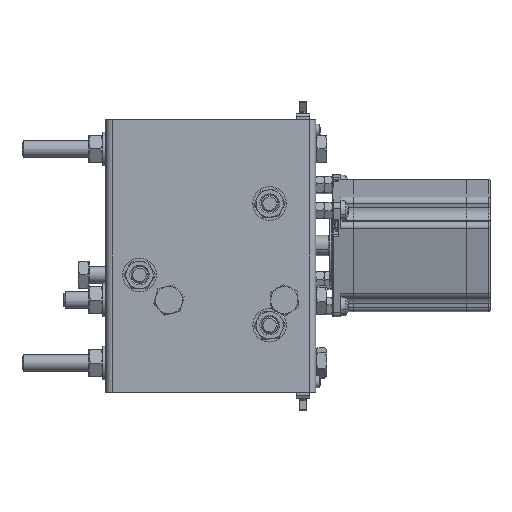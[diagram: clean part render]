
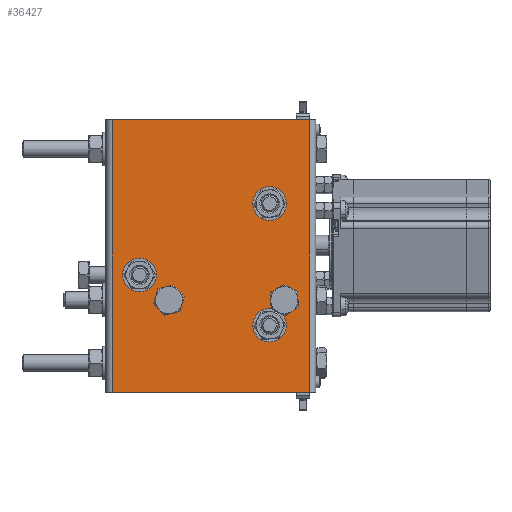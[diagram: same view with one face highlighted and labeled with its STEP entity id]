
A CAD part, front view. The second image highlights one B-rep face of the part: STEP entity #36427.
In plain terms, the highlighted planar face has unit normal (0, -1, 0).
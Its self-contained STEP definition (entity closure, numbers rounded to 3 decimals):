
#588 = CARTESIAN_POINT ( 'NONE',  ( -47., -50., 130. ) ) ;
#1745 = CARTESIAN_POINT ( 'NONE',  ( -34., -50., 51. ) ) ;
#1870 = VECTOR ( 'NONE', #19044, 1000. ) ;
#2208 = EDGE_LOOP ( 'NONE', ( #20356, #10294 ) ) ;
#2360 = CARTESIAN_POINT ( 'NONE',  ( 28., -50., 86. ) ) ;
#2415 = CARTESIAN_POINT ( 'NONE',  ( 28., -50., 32. ) ) ;
#2602 = VERTEX_POINT ( 'NONE', #13523 ) ;
#2803 = DIRECTION ( 'NONE',  ( 1., 0., 0. ) ) ;
#2937 = CARTESIAN_POINT ( 'NONE',  ( -34., -50., 56. ) ) ;
#3820 = DIRECTION ( 'NONE',  ( 0., 0., 1. ) ) ;
#3949 = AXIS2_PLACEMENT_3D ( 'NONE', #4512, #23219, #7735 ) ;
#3988 = ORIENTED_EDGE ( 'NONE', *, *, #12847, .T. ) ;
#4086 = VERTEX_POINT ( 'NONE', #7793 ) ;
#4176 = AXIS2_PLACEMENT_3D ( 'NONE', #2937, #21435, #27790 ) ;
#4187 = CARTESIAN_POINT ( 'NONE',  ( 28., -50., 94. ) ) ;
#4352 = CARTESIAN_POINT ( 'NONE',  ( 35., -50., 47.4 ) ) ;
#4512 = CARTESIAN_POINT ( 'NONE',  ( -34., -50., 56. ) ) ;
#5555 = EDGE_LOOP ( 'NONE', ( #31785, #39432 ) ) ;
#5832 = AXIS2_PLACEMENT_3D ( 'NONE', #13318, #6703, #13185 ) ;
#6230 = FACE_BOUND ( 'NONE', #19084, .T. ) ;
#6531 = EDGE_LOOP ( 'NONE', ( #12791, #10893, #27501, #3988 ) ) ;
#6703 = DIRECTION ( 'NONE',  ( 0., -1., 0. ) ) ;
#6756 = DIRECTION ( 'NONE',  ( 0., 1., 0. ) ) ;
#7342 = LINE ( 'NONE', #40095, #30765 ) ;
#7735 = DIRECTION ( 'NONE',  ( 0., 0., 1. ) ) ;
#7793 = CARTESIAN_POINT ( 'NONE',  ( -20., -50., 40.6 ) ) ;
#8848 = EDGE_CURVE ( 'NONE', #22288, #26962, #24567, .T. ) ;
#9697 = CIRCLE ( 'NONE', #27544, 4. ) ;
#10294 = ORIENTED_EDGE ( 'NONE', *, *, #16779, .F. ) ;
#10490 = AXIS2_PLACEMENT_3D ( 'NONE', #35731, #25954, #17025 ) ;
#10652 = EDGE_CURVE ( 'NONE', #2602, #22517, #22478, .T. ) ;
#10893 = ORIENTED_EDGE ( 'NONE', *, *, #10652, .T. ) ;
#11431 = EDGE_CURVE ( 'NONE', #26962, #22288, #29209, .T. ) ;
#12521 = FACE_BOUND ( 'NONE', #2208, .T. ) ;
#12791 = ORIENTED_EDGE ( 'NONE', *, *, #19522, .T. ) ;
#12847 = EDGE_CURVE ( 'NONE', #15130, #36035, #33548, .T. ) ;
#13139 = ORIENTED_EDGE ( 'NONE', *, *, #31525, .T. ) ;
#13185 = DIRECTION ( 'NONE',  ( 0., 0., -1. ) ) ;
#13318 = CARTESIAN_POINT ( 'NONE',  ( -20., -50., 44. ) ) ;
#13523 = CARTESIAN_POINT ( 'NONE',  ( 47., -50., 0. ) ) ;
#13789 = ORIENTED_EDGE ( 'NONE', *, *, #8848, .T. ) ;
#14474 = AXIS2_PLACEMENT_3D ( 'NONE', #38700, #16465, #19611 ) ;
#14475 = VERTEX_POINT ( 'NONE', #27929 ) ;
#14493 = EDGE_CURVE ( 'NONE', #34236, #14475, #23135, .T. ) ;
#14939 = CIRCLE ( 'NONE', #32006, 3.4 ) ;
#15130 = VERTEX_POINT ( 'NONE', #19713 ) ;
#15925 = FACE_BOUND ( 'NONE', #39291, .T. ) ;
#16143 = CIRCLE ( 'NONE', #24287, 3.4 ) ;
#16241 = DIRECTION ( 'NONE',  ( 0., 0., 1. ) ) ;
#16465 = DIRECTION ( 'NONE',  ( 0., 1., 0. ) ) ;
#16779 = EDGE_CURVE ( 'NONE', #33109, #4086, #23017, .T. ) ;
#17025 = DIRECTION ( 'NONE',  ( 0., 0., 1. ) ) ;
#17062 = DIRECTION ( 'NONE',  ( 0., -1., 0. ) ) ;
#17273 = ORIENTED_EDGE ( 'NONE', *, *, #11431, .T. ) ;
#17505 = CARTESIAN_POINT ( 'NONE',  ( -50., -50., 130. ) ) ;
#17753 = DIRECTION ( 'NONE',  ( 0., 0., 1. ) ) ;
#17978 = VECTOR ( 'NONE', #3820, 1000. ) ;
#18883 = CARTESIAN_POINT ( 'NONE',  ( 47., -50., 130. ) ) ;
#19044 = DIRECTION ( 'NONE',  ( 0., 0., -1. ) ) ;
#19084 = EDGE_LOOP ( 'NONE', ( #26195, #25889 ) ) ;
#19520 = EDGE_CURVE ( 'NONE', #4086, #33109, #16143, .T. ) ;
#19522 = EDGE_CURVE ( 'NONE', #36035, #2602, #7342, .T. ) ;
#19611 = DIRECTION ( 'NONE',  ( 0., 0., 1. ) ) ;
#19620 = DIRECTION ( 'NONE',  ( 0., -1., 0. ) ) ;
#19713 = CARTESIAN_POINT ( 'NONE',  ( -47., -50., 130. ) ) ;
#19722 = VERTEX_POINT ( 'NONE', #29722 ) ;
#19951 = EDGE_CURVE ( 'NONE', #15130, #22517, #21484, .T. ) ;
#20297 = FACE_OUTER_BOUND ( 'NONE', #6531, .T. ) ;
#20356 = ORIENTED_EDGE ( 'NONE', *, *, #19520, .F. ) ;
#20794 = DIRECTION ( 'NONE',  ( 1., 0., 0. ) ) ;
#21435 = DIRECTION ( 'NONE',  ( 0., 1., 0. ) ) ;
#21484 = LINE ( 'NONE', #17505, #23369 ) ;
#21999 = EDGE_CURVE ( 'NONE', #37068, #19722, #9697, .T. ) ;
#22219 = VERTEX_POINT ( 'NONE', #4352 ) ;
#22288 = VERTEX_POINT ( 'NONE', #4187 ) ;
#22478 = LINE ( 'NONE', #18883, #17978 ) ;
#22517 = VERTEX_POINT ( 'NONE', #23462 ) ;
#22853 = EDGE_CURVE ( 'NONE', #14475, #34236, #29543, .T. ) ;
#23017 = CIRCLE ( 'NONE', #5832, 3.4 ) ;
#23135 = CIRCLE ( 'NONE', #4176, 5. ) ;
#23219 = DIRECTION ( 'NONE',  ( 0., 1., 0. ) ) ;
#23369 = VECTOR ( 'NONE', #20794, 1000. ) ;
#23391 = PLANE ( 'NONE',  #30474 ) ;
#23462 = CARTESIAN_POINT ( 'NONE',  ( 47., -50., 130. ) ) ;
#24169 = FACE_BOUND ( 'NONE', #5555, .T. ) ;
#24287 = AXIS2_PLACEMENT_3D ( 'NONE', #37114, #17062, #36715 ) ;
#24567 = CIRCLE ( 'NONE', #10490, 4. ) ;
#25134 = AXIS2_PLACEMENT_3D ( 'NONE', #33025, #26565, #32884 ) ;
#25175 = CARTESIAN_POINT ( 'NONE',  ( -47., -50., 0. ) ) ;
#25889 = ORIENTED_EDGE ( 'NONE', *, *, #36165, .F. ) ;
#25954 = DIRECTION ( 'NONE',  ( 0., 1., 0. ) ) ;
#26015 = CIRCLE ( 'NONE', #25134, 3.4 ) ;
#26195 = ORIENTED_EDGE ( 'NONE', *, *, #28402, .F. ) ;
#26565 = DIRECTION ( 'NONE',  ( 0., -1., 0. ) ) ;
#26575 = DIRECTION ( 'NONE',  ( 0., 1., 0. ) ) ;
#26962 = VERTEX_POINT ( 'NONE', #2360 ) ;
#27098 = CARTESIAN_POINT ( 'NONE',  ( 35., -50., 40.6 ) ) ;
#27501 = ORIENTED_EDGE ( 'NONE', *, *, #19951, .F. ) ;
#27544 = AXIS2_PLACEMENT_3D ( 'NONE', #2415, #26575, #17753 ) ;
#27790 = DIRECTION ( 'NONE',  ( 0., 0., 1. ) ) ;
#27929 = CARTESIAN_POINT ( 'NONE',  ( -34., -50., 61. ) ) ;
#28402 = EDGE_CURVE ( 'NONE', #39418, #22219, #26015, .T. ) ;
#29084 = FACE_BOUND ( 'NONE', #35623, .T. ) ;
#29209 = CIRCLE ( 'NONE', #14474, 4. ) ;
#29227 = AXIS2_PLACEMENT_3D ( 'NONE', #35086, #6756, #16241 ) ;
#29543 = CIRCLE ( 'NONE', #3949, 5. ) ;
#29691 = CARTESIAN_POINT ( 'NONE',  ( -50., -50., 130. ) ) ;
#29722 = CARTESIAN_POINT ( 'NONE',  ( 28., -50., 36. ) ) ;
#30474 = AXIS2_PLACEMENT_3D ( 'NONE', #29691, #36404, #35984 ) ;
#30765 = VECTOR ( 'NONE', #2803, 1000. ) ;
#31525 = EDGE_CURVE ( 'NONE', #19722, #37068, #37122, .T. ) ;
#31785 = ORIENTED_EDGE ( 'NONE', *, *, #22853, .T. ) ;
#32006 = AXIS2_PLACEMENT_3D ( 'NONE', #33134, #19620, #38993 ) ;
#32625 = CARTESIAN_POINT ( 'NONE',  ( 28., -50., 28. ) ) ;
#32884 = DIRECTION ( 'NONE',  ( 0., 0., -1. ) ) ;
#33025 = CARTESIAN_POINT ( 'NONE',  ( 35., -50., 44. ) ) ;
#33109 = VERTEX_POINT ( 'NONE', #36692 ) ;
#33134 = CARTESIAN_POINT ( 'NONE',  ( 35., -50., 44. ) ) ;
#33548 = LINE ( 'NONE', #588, #1870 ) ;
#33552 = ORIENTED_EDGE ( 'NONE', *, *, #21999, .T. ) ;
#34236 = VERTEX_POINT ( 'NONE', #1745 ) ;
#35086 = CARTESIAN_POINT ( 'NONE',  ( 28., -50., 32. ) ) ;
#35623 = EDGE_LOOP ( 'NONE', ( #13789, #17273 ) ) ;
#35731 = CARTESIAN_POINT ( 'NONE',  ( 28., -50., 90. ) ) ;
#35984 = DIRECTION ( 'NONE',  ( 0., 0., 1. ) ) ;
#36035 = VERTEX_POINT ( 'NONE', #25175 ) ;
#36165 = EDGE_CURVE ( 'NONE', #22219, #39418, #14939, .T. ) ;
#36404 = DIRECTION ( 'NONE',  ( 0., 1., 0. ) ) ;
#36427 = ADVANCED_FACE ( 'NONE', ( #12521, #6230, #24169, #15925, #29084, #20297 ), #23391, .F. ) ;
#36692 = CARTESIAN_POINT ( 'NONE',  ( -20., -50., 47.4 ) ) ;
#36715 = DIRECTION ( 'NONE',  ( 0., 0., -1. ) ) ;
#37068 = VERTEX_POINT ( 'NONE', #32625 ) ;
#37114 = CARTESIAN_POINT ( 'NONE',  ( -20., -50., 44. ) ) ;
#37122 = CIRCLE ( 'NONE', #29227, 4. ) ;
#38700 = CARTESIAN_POINT ( 'NONE',  ( 28., -50., 90. ) ) ;
#38993 = DIRECTION ( 'NONE',  ( 0., 0., -1. ) ) ;
#39291 = EDGE_LOOP ( 'NONE', ( #13139, #33552 ) ) ;
#39418 = VERTEX_POINT ( 'NONE', #27098 ) ;
#39432 = ORIENTED_EDGE ( 'NONE', *, *, #14493, .T. ) ;
#40095 = CARTESIAN_POINT ( 'NONE',  ( -50., -50., 0. ) ) ;
